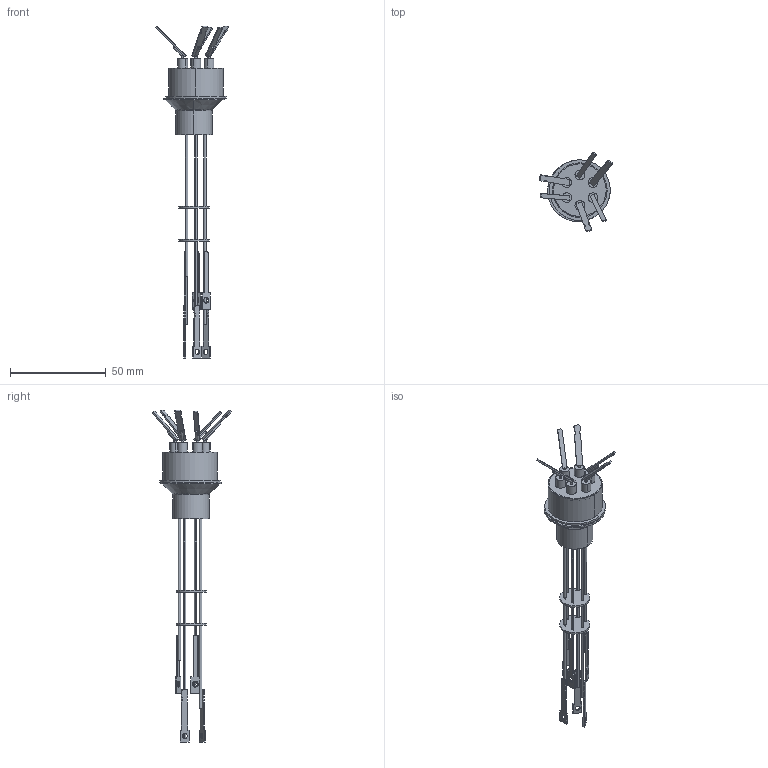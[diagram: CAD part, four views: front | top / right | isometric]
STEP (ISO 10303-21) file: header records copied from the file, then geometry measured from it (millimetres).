
FILE_DESCRIPTION (( 'STEP AP203' ), '1' );
FILE_NAME ('A0661-4-W.STEP', '2011-11-17T16:28:03', ( '' ), ( '' ), 'SwSTEP 2.0', 'SolidWorks 2011', '' );
FILE_SCHEMA (( 'CONFIG_CONTROL_DESIGN' ));
Length unit declared in the file: inch
Products named in the file (1): A0661-4-W
Bounding box: 38.35 x 41.57 x 173.67 mm (x, y, z)
Volume: 7549.6 mm3; surface area: 14806.9 mm2
Topology: 1 solids, 1 shells, 458 faces, 1190 edges, 774 vertices
Faces by surface type: cylinder 226, plane 176, bspline 24, cone 16, torus 16
Entity records: 15859 total; most frequent: CARTESIAN_POINT 4133, DIRECTION 2552, ORIENTED_EDGE 2380, EDGE_CURVE 1190, AXIS2_PLACEMENT_3D 993, VERTEX_POINT 774, EDGE_LOOP 574, LINE 566
